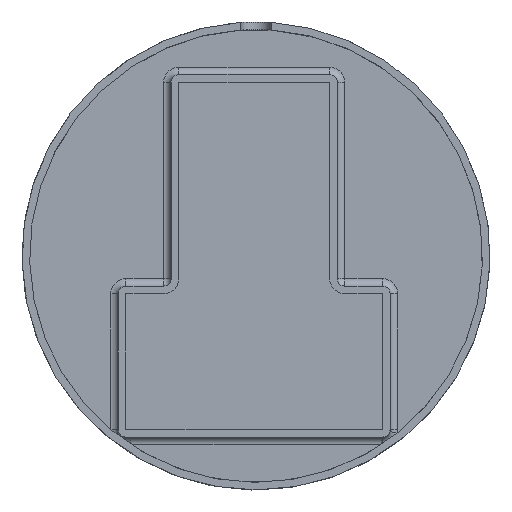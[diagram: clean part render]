
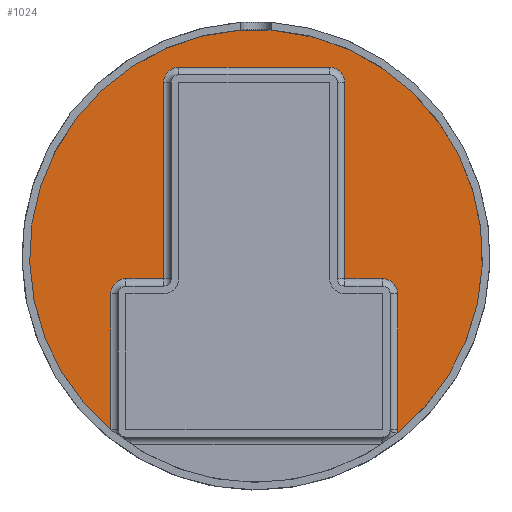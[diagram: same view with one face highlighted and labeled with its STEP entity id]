
A CAD part, top view. The second image highlights one B-rep face of the part: STEP entity #1024.
In plain terms, the highlighted planar face has unit normal (0, 0, 1).
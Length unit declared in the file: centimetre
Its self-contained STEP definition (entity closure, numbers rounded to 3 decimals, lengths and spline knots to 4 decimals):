
#38=CIRCLE('',#1068,6.);
#45=CIRCLE('',#1078,0.4);
#49=CIRCLE('',#1084,0.4);
#59=CIRCLE('',#1099,0.4);
#62=CIRCLE('',#1104,0.4);
#69=CIRCLE('',#1115,0.4);
#73=CIRCLE('',#1121,0.4);
#148=FACE_OUTER_BOUND('',#212,.T.);
#212=EDGE_LOOP('',(#782,#783,#784,#785,#786,#787,#788,#789,#790,#791,#792,
#793,#794,#795));
#262=LINE('',#1623,#350);
#263=LINE('',#1634,#351);
#269=LINE('',#1670,#357);
#271=LINE('',#1682,#359);
#274=LINE('',#1693,#362);
#275=LINE('',#1704,#363);
#277=LINE('',#1715,#365);
#350=VECTOR('',#1220,1.);
#351=VECTOR('',#1233,1.);
#357=VECTOR('',#1279,1.);
#359=VECTOR('',#1293,1.);
#362=VECTOR('',#1306,1.);
#363=VECTOR('',#1319,1.);
#365=VECTOR('',#1333,1.);
#439=VERTEX_POINT('',#1577);
#440=VERTEX_POINT('',#1592);
#444=VERTEX_POINT('',#1616);
#447=VERTEX_POINT('',#1621);
#449=VERTEX_POINT('',#1626);
#451=VERTEX_POINT('',#1632);
#459=VERTEX_POINT('',#1663);
#461=VERTEX_POINT('',#1668);
#463=VERTEX_POINT('',#1674);
#465=VERTEX_POINT('',#1680);
#468=VERTEX_POINT('',#1691);
#470=VERTEX_POINT('',#1696);
#472=VERTEX_POINT('',#1702);
#474=VERTEX_POINT('',#1708);
#536=EDGE_CURVE('',#440,#439,#38,.T.);
#544=EDGE_CURVE('',#447,#444,#262,.T.);
#546=EDGE_CURVE('',#449,#447,#45,.T.);
#549=EDGE_CURVE('',#451,#449,#263,.T.);
#552=EDGE_CURVE('',#440,#451,#49,.T.);
#566=EDGE_CURVE('',#459,#439,#59,.T.);
#568=EDGE_CURVE('',#461,#459,#269,.T.);
#571=EDGE_CURVE('',#463,#461,#62,.T.);
#574=EDGE_CURVE('',#465,#463,#271,.T.);
#580=EDGE_CURVE('',#468,#465,#274,.T.);
#582=EDGE_CURVE('',#470,#468,#69,.T.);
#585=EDGE_CURVE('',#472,#470,#275,.T.);
#588=EDGE_CURVE('',#474,#472,#73,.T.);
#591=EDGE_CURVE('',#444,#474,#277,.T.);
#782=ORIENTED_EDGE('',*,*,#566,.F.);
#783=ORIENTED_EDGE('',*,*,#568,.F.);
#784=ORIENTED_EDGE('',*,*,#571,.F.);
#785=ORIENTED_EDGE('',*,*,#574,.F.);
#786=ORIENTED_EDGE('',*,*,#580,.F.);
#787=ORIENTED_EDGE('',*,*,#582,.F.);
#788=ORIENTED_EDGE('',*,*,#585,.F.);
#789=ORIENTED_EDGE('',*,*,#588,.F.);
#790=ORIENTED_EDGE('',*,*,#591,.F.);
#791=ORIENTED_EDGE('',*,*,#544,.F.);
#792=ORIENTED_EDGE('',*,*,#546,.F.);
#793=ORIENTED_EDGE('',*,*,#549,.F.);
#794=ORIENTED_EDGE('',*,*,#552,.F.);
#795=ORIENTED_EDGE('',*,*,#536,.T.);
#973=PLANE('',#1130);
#1024=ADVANCED_FACE('',(#148),#973,.T.);
#1068=AXIS2_PLACEMENT_3D('',#1593,#1203,#1204);
#1078=AXIS2_PLACEMENT_3D('',#1628,#1225,#1226);
#1084=AXIS2_PLACEMENT_3D('',#1639,#1239,#1240);
#1099=AXIS2_PLACEMENT_3D('',#1665,#1273,#1274);
#1104=AXIS2_PLACEMENT_3D('',#1676,#1285,#1286);
#1115=AXIS2_PLACEMENT_3D('',#1698,#1311,#1312);
#1121=AXIS2_PLACEMENT_3D('',#1710,#1325,#1326);
#1130=AXIS2_PLACEMENT_3D('',#1722,#1345,#1346);
#1203=DIRECTION('center_axis',(0.,0.,1.));
#1204=DIRECTION('ref_axis',(1.,0.,0.));
#1220=DIRECTION('',(-1.,0.,0.));
#1225=DIRECTION('center_axis',(0.,0.,1.));
#1226=DIRECTION('ref_axis',(0.707,0.707,0.));
#1233=DIRECTION('',(0.,1.,0.));
#1239=DIRECTION('center_axis',(0.,0.,1.));
#1240=DIRECTION('ref_axis',(0.707,-0.707,0.));
#1273=DIRECTION('center_axis',(0.,0.,1.));
#1274=DIRECTION('ref_axis',(-0.707,-0.707,0.));
#1279=DIRECTION('',(0.,-1.,0.));
#1285=DIRECTION('center_axis',(0.,0.,1.));
#1286=DIRECTION('ref_axis',(-0.707,0.707,0.));
#1293=DIRECTION('',(-1.,0.,0.));
#1306=DIRECTION('',(0.,-1.,0.));
#1311=DIRECTION('center_axis',(0.,0.,1.));
#1312=DIRECTION('ref_axis',(-0.707,0.707,0.));
#1319=DIRECTION('',(-1.,0.,0.));
#1325=DIRECTION('center_axis',(0.,0.,1.));
#1326=DIRECTION('ref_axis',(0.707,0.707,0.));
#1333=DIRECTION('',(0.,1.,0.));
#1345=DIRECTION('center_axis',(0.,0.,1.));
#1346=DIRECTION('ref_axis',(1.,0.,0.));
#1577=CARTESIAN_POINT('',(-3.85,-1.6019,-1.5675));
#1592=CARTESIAN_POINT('',(3.7392,-1.6924,-1.5675));
#1593=CARTESIAN_POINT('Origin',(0.,3.,-1.5675));
#1616=CARTESIAN_POINT('',(2.35,2.4,-1.5675));
#1621=CARTESIAN_POINT('',(3.35,2.4,-1.5675));
#1623=CARTESIAN_POINT('',(1.775,2.4,-1.5675));
#1626=CARTESIAN_POINT('',(3.75,2.,-1.5675));
#1628=CARTESIAN_POINT('Origin',(3.35,2.,-1.5675));
#1632=CARTESIAN_POINT('',(3.75,-1.6,-1.5675));
#1634=CARTESIAN_POINT('',(3.75,0.6,-1.5675));
#1639=CARTESIAN_POINT('Origin',(3.35,-1.6,-1.5675));
#1663=CARTESIAN_POINT('',(-3.85,-1.6,-1.5675));
#1665=CARTESIAN_POINT('Origin',(-3.45,-1.6,-1.5675));
#1668=CARTESIAN_POINT('',(-3.85,2.,-1.5675));
#1670=CARTESIAN_POINT('',(-3.85,2.6,-1.5675));
#1674=CARTESIAN_POINT('',(-3.45,2.4,-1.5675));
#1676=CARTESIAN_POINT('Origin',(-3.45,2.,-1.5675));
#1680=CARTESIAN_POINT('',(-2.45,2.4,-1.5675));
#1682=CARTESIAN_POINT('',(-1.125,2.4,-1.5675));
#1691=CARTESIAN_POINT('',(-2.45,7.6,-1.5675));
#1693=CARTESIAN_POINT('',(-2.45,5.4,-1.5675));
#1696=CARTESIAN_POINT('',(-2.05,8.,-1.5675));
#1698=CARTESIAN_POINT('Origin',(-2.05,7.6,-1.5675));
#1702=CARTESIAN_POINT('',(1.95,8.,-1.5675));
#1704=CARTESIAN_POINT('',(1.075,8.,-1.5675));
#1708=CARTESIAN_POINT('',(2.35,7.6,-1.5675));
#1710=CARTESIAN_POINT('Origin',(1.95,7.6,-1.5675));
#1715=CARTESIAN_POINT('',(2.35,2.6,-1.5675));
#1722=CARTESIAN_POINT('Origin',(0.,3.,-1.5675));
